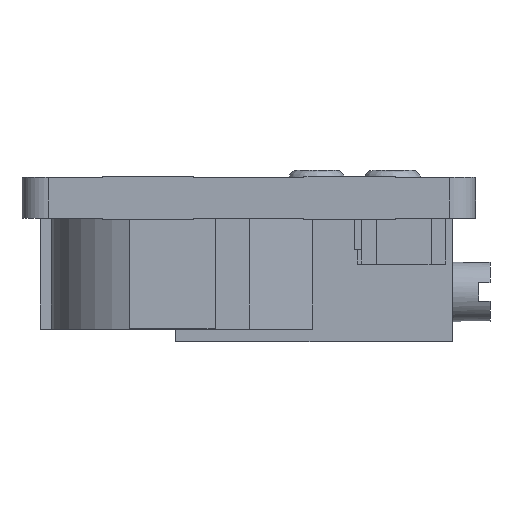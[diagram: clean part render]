
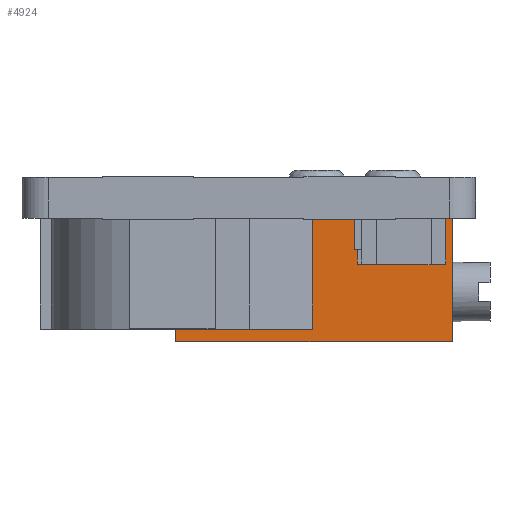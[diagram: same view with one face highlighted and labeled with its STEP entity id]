
A CAD part, left-side view. The second image highlights one B-rep face of the part: STEP entity #4924.
In plain terms, the highlighted planar face has unit normal (-1, 0, 0).
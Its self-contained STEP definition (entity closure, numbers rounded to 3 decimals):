
#1039 = PLANE ( 'NONE',  #10458 ) ;
#1316 = CARTESIAN_POINT ( 'NONE',  ( 2.351, -7.699, -4.674 ) ) ;
#1700 = CARTESIAN_POINT ( 'NONE',  ( 2.351, -7.699, 0. ) ) ;
#1798 = ORIENTED_EDGE ( 'NONE', *, *, #5302, .T. ) ;
#2130 = CARTESIAN_POINT ( 'NONE',  ( 2.351, 2.773, 0. ) ) ;
#2189 = CARTESIAN_POINT ( 'NONE',  ( 2.351, 0., 0. ) ) ;
#2648 = ORIENTED_EDGE ( 'NONE', *, *, #11968, .F. ) ;
#3232 = CARTESIAN_POINT ( 'NONE',  ( 2.351, 2.773, -4.674 ) ) ;
#3562 = LINE ( 'NONE', #3232, #9295 ) ;
#3978 = LINE ( 'NONE', #1316, #13857 ) ;
#4441 = CARTESIAN_POINT ( 'NONE',  ( 2.351, -7.699, -4.674 ) ) ;
#4599 = DIRECTION ( 'NONE',  ( 0., 0., 1. ) ) ;
#4924 = ADVANCED_FACE ( 'NONE', ( #7582 ), #1039, .T. ) ;
#5302 = EDGE_CURVE ( 'NONE', #8081, #13891, #9156, .T. ) ;
#5772 = CARTESIAN_POINT ( 'NONE',  ( 2.351, 2.773, -4.674 ) ) ;
#5818 = ORIENTED_EDGE ( 'NONE', *, *, #8092, .F. ) ;
#5915 = DIRECTION ( 'NONE',  ( 0., 0., -1. ) ) ;
#6699 = CARTESIAN_POINT ( 'NONE',  ( 2.351, 2.773, -4.674 ) ) ;
#6789 = DIRECTION ( 'NONE',  ( -1., 0., 0. ) ) ;
#6835 = DIRECTION ( 'NONE',  ( 0., -1., 0. ) ) ;
#7582 = FACE_OUTER_BOUND ( 'NONE', #8491, .T. ) ;
#7769 = VERTEX_POINT ( 'NONE', #1700 ) ;
#8081 = VERTEX_POINT ( 'NONE', #2130 ) ;
#8092 = EDGE_CURVE ( 'NONE', #8081, #7769, #11891, .T. ) ;
#8491 = EDGE_LOOP ( 'NONE', ( #11357, #2648, #5818, #1798 ) ) ;
#9156 = LINE ( 'NONE', #11422, #11471 ) ;
#9295 = VECTOR ( 'NONE', #6835, 1000. ) ;
#9925 = VECTOR ( 'NONE', #11189, 1000. ) ;
#10458 = AXIS2_PLACEMENT_3D ( 'NONE', #6699, #6789, #4599 ) ;
#11189 = DIRECTION ( 'NONE',  ( 0., -1., 0. ) ) ;
#11357 = ORIENTED_EDGE ( 'NONE', *, *, #13657, .T. ) ;
#11422 = CARTESIAN_POINT ( 'NONE',  ( 2.351, 2.773, -4.674 ) ) ;
#11471 = VECTOR ( 'NONE', #12649, 1000. ) ;
#11891 = LINE ( 'NONE', #2189, #9925 ) ;
#11968 = EDGE_CURVE ( 'NONE', #7769, #13458, #3978, .T. ) ;
#12649 = DIRECTION ( 'NONE',  ( 0., 0., -1. ) ) ;
#13458 = VERTEX_POINT ( 'NONE', #4441 ) ;
#13657 = EDGE_CURVE ( 'NONE', #13891, #13458, #3562, .T. ) ;
#13857 = VECTOR ( 'NONE', #5915, 1000. ) ;
#13891 = VERTEX_POINT ( 'NONE', #5772 ) ;
